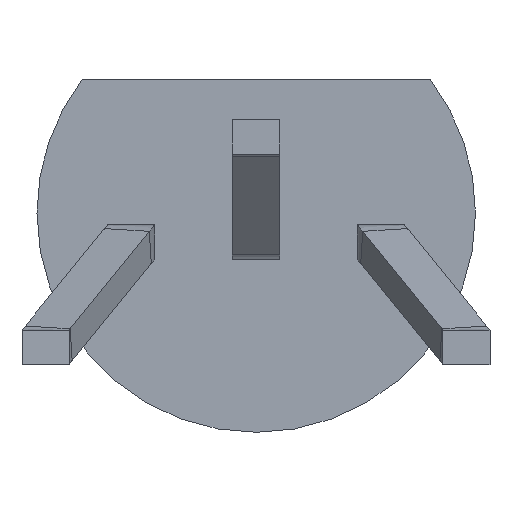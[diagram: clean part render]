
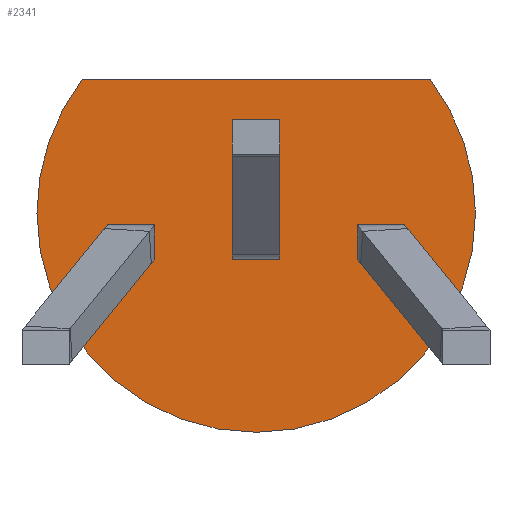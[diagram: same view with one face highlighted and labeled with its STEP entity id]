
A CAD part, front view. The second image highlights one B-rep face of the part: STEP entity #2341.
In plain terms, the highlighted planar face has unit normal (0, -1, 0).
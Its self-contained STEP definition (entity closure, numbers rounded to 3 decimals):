
#92 = CIRCLE ( 'NONE', #436, 2.605 ) ;
#180 = CARTESIAN_POINT ( 'NONE',  ( 0.458, 0.422, 3.604 ) ) ;
#194 = FACE_OUTER_BOUND ( 'NONE', #518, .T. ) ;
#195 = CARTESIAN_POINT ( 'NONE',  ( 3.063, 0.422, 3.604 ) ) ;
#242 = AXIS2_PLACEMENT_3D ( 'NONE', #615, #2205, #826 ) ;
#388 = ORIENTED_EDGE ( 'NONE', *, *, #2882, .F. ) ;
#436 = AXIS2_PLACEMENT_3D ( 'NONE', #1038, #2648, #1273 ) ;
#442 = DIRECTION ( 'NONE',  ( 1., 0., 0. ) ) ;
#518 = EDGE_LOOP ( 'NONE', ( #550, #733, #388, #921 ) ) ;
#550 = ORIENTED_EDGE ( 'NONE', *, *, #1970, .F. ) ;
#615 = CARTESIAN_POINT ( 'NONE',  ( 3.063, 0.422, 3.604 ) ) ;
#733 = ORIENTED_EDGE ( 'NONE', *, *, #2326, .F. ) ;
#769 = EDGE_CURVE ( 'NONE', #1957, #2515, #2655, .T. ) ;
#826 = DIRECTION ( 'NONE',  ( 1., 0., 0. ) ) ;
#838 = CARTESIAN_POINT ( 'NONE',  ( 3.063, 0.422, 3.604 ) ) ;
#921 = ORIENTED_EDGE ( 'NONE', *, *, #769, .F. ) ;
#962 = CARTESIAN_POINT ( 'NONE',  ( 5.131, 0.422, 5.189 ) ) ;
#1010 = PLANE ( 'NONE',  #242 ) ;
#1038 = CARTESIAN_POINT ( 'NONE',  ( 3.063, 0.422, 3.604 ) ) ;
#1065 = DIRECTION ( 'NONE',  ( 1., 0., 0. ) ) ;
#1273 = DIRECTION ( 'NONE',  ( 1., 0., 0. ) ) ;
#1286 = CARTESIAN_POINT ( 'NONE',  ( 5.668, 0.422, 3.604 ) ) ;
#1329 = AXIS2_PLACEMENT_3D ( 'NONE', #838, #2446, #1065 ) ;
#1339 = VECTOR ( 'NONE', #1459, 1000. ) ;
#1449 = CARTESIAN_POINT ( 'NONE',  ( 0.996, 0.422, 5.189 ) ) ;
#1459 = DIRECTION ( 'NONE',  ( 1., 0., 0. ) ) ;
#1666 = VERTEX_POINT ( 'NONE', #1876 ) ;
#1807 = DIRECTION ( 'NONE',  ( 0., 1., 0. ) ) ;
#1876 = CARTESIAN_POINT ( 'NONE',  ( 0.996, 0.422, 5.189 ) ) ;
#1901 = CIRCLE ( 'NONE', #1329, 2.605 ) ;
#1957 = VERTEX_POINT ( 'NONE', #1286 ) ;
#1964 = LINE ( 'NONE', #1449, #1339 ) ;
#1970 = EDGE_CURVE ( 'NONE', #2701, #1957, #1901, .T. ) ;
#2205 = DIRECTION ( 'NONE',  ( 0., 1., 0. ) ) ;
#2326 = EDGE_CURVE ( 'NONE', #1666, #2701, #1964, .T. ) ;
#2341 = ADVANCED_FACE ( 'NONE', ( #194 ), #1010, .F. ) ;
#2446 = DIRECTION ( 'NONE',  ( 0., 1., 0. ) ) ;
#2515 = VERTEX_POINT ( 'NONE', #180 ) ;
#2648 = DIRECTION ( 'NONE',  ( 0., 1., 0. ) ) ;
#2655 = CIRCLE ( 'NONE', #2893, 2.605 ) ;
#2701 = VERTEX_POINT ( 'NONE', #962 ) ;
#2882 = EDGE_CURVE ( 'NONE', #2515, #1666, #92, .T. ) ;
#2893 = AXIS2_PLACEMENT_3D ( 'NONE', #195, #1807, #442 ) ;
